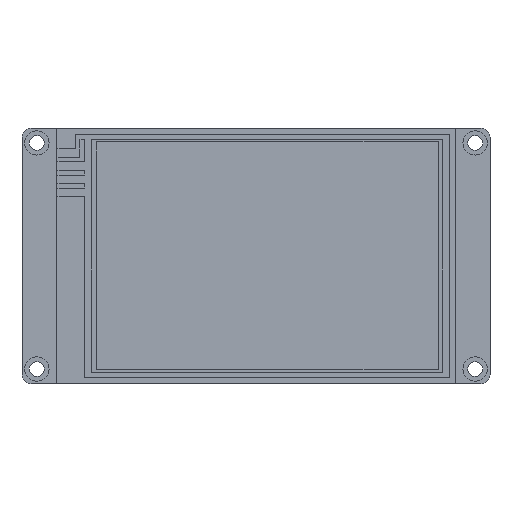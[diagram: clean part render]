
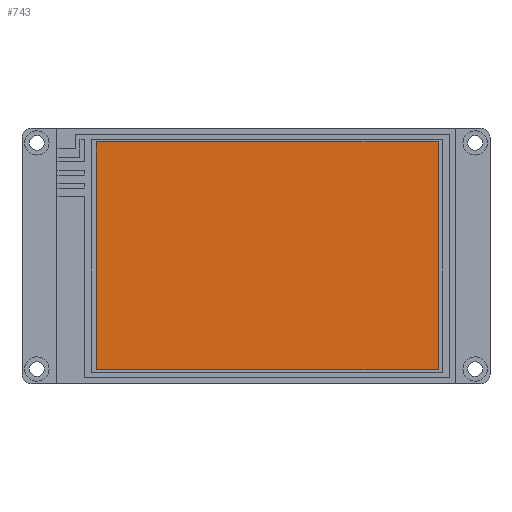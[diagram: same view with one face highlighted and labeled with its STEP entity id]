
A CAD part, top view. The second image highlights one B-rep face of the part: STEP entity #743.
In plain terms, the highlighted planar face has unit normal (0, 0, 1).
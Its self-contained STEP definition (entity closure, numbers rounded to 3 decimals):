
#62 = LINE ( 'NONE', #373, #2255 ) ;
#87 = DIRECTION ( 'NONE',  ( 0., 1., 0. ) ) ;
#373 = CARTESIAN_POINT ( 'NONE',  ( -34.31, -24.48, 5.65 ) ) ;
#428 = AXIS2_PLACEMENT_3D ( 'NONE', #4166, #1749, #1784 ) ;
#720 = LINE ( 'NONE', #2186, #3452 ) ;
#743 = ADVANCED_FACE ( 'NONE', ( #1854 ), #2471, .F. ) ;
#1022 = ORIENTED_EDGE ( 'NONE', *, *, #2773, .T. ) ;
#1078 = CARTESIAN_POINT ( 'NONE',  ( 39.13, 24.48, 5.65 ) ) ;
#1104 = DIRECTION ( 'NONE',  ( 1., 0., 0. ) ) ;
#1213 = LINE ( 'NONE', #4094, #4136 ) ;
#1520 = ORIENTED_EDGE ( 'NONE', *, *, #3206, .T. ) ;
#1749 = DIRECTION ( 'NONE',  ( 0., 0., -1. ) ) ;
#1784 = DIRECTION ( 'NONE',  ( -1., 0., 0. ) ) ;
#1854 = FACE_OUTER_BOUND ( 'NONE', #3189, .T. ) ;
#2078 = CARTESIAN_POINT ( 'NONE',  ( 39.13, -24.48, 5.65 ) ) ;
#2129 = VERTEX_POINT ( 'NONE', #2078 ) ;
#2186 = CARTESIAN_POINT ( 'NONE',  ( 39.13, -24.48, 5.65 ) ) ;
#2255 = VECTOR ( 'NONE', #1104, 1000. ) ;
#2305 = CARTESIAN_POINT ( 'NONE',  ( -34.31, -24.48, 5.65 ) ) ;
#2416 = VECTOR ( 'NONE', #2587, 1000. ) ;
#2471 = PLANE ( 'NONE',  #428 ) ;
#2587 = DIRECTION ( 'NONE',  ( 0., -1., 0. ) ) ;
#2639 = EDGE_CURVE ( 'NONE', #2129, #4208, #720, .T. ) ;
#2670 = CARTESIAN_POINT ( 'NONE',  ( -34.31, -24.48, 5.65 ) ) ;
#2673 = CARTESIAN_POINT ( 'NONE',  ( -34.31, 24.48, 5.65 ) ) ;
#2773 = EDGE_CURVE ( 'NONE', #3625, #2996, #2985, .T. ) ;
#2848 = ORIENTED_EDGE ( 'NONE', *, *, #2639, .T. ) ;
#2985 = LINE ( 'NONE', #2305, #2416 ) ;
#2990 = EDGE_CURVE ( 'NONE', #4208, #3625, #1213, .T. ) ;
#2996 = VERTEX_POINT ( 'NONE', #2670 ) ;
#3189 = EDGE_LOOP ( 'NONE', ( #2848, #3987, #1022, #1520 ) ) ;
#3206 = EDGE_CURVE ( 'NONE', #2996, #2129, #62, .T. ) ;
#3452 = VECTOR ( 'NONE', #87, 1000. ) ;
#3625 = VERTEX_POINT ( 'NONE', #2673 ) ;
#3717 = DIRECTION ( 'NONE',  ( -1., 0., 0. ) ) ;
#3987 = ORIENTED_EDGE ( 'NONE', *, *, #2990, .T. ) ;
#4094 = CARTESIAN_POINT ( 'NONE',  ( -34.31, 24.48, 5.65 ) ) ;
#4136 = VECTOR ( 'NONE', #3717, 1000. ) ;
#4166 = CARTESIAN_POINT ( 'NONE',  ( 0., 0., 5.65 ) ) ;
#4208 = VERTEX_POINT ( 'NONE', #1078 ) ;
